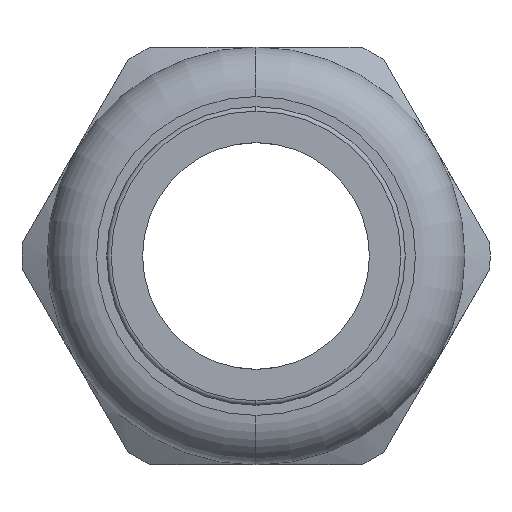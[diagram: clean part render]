
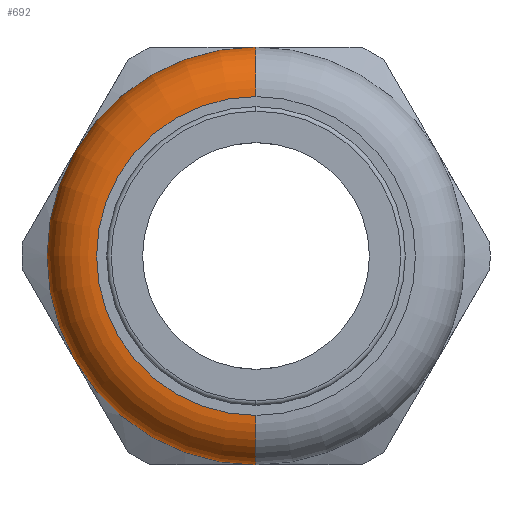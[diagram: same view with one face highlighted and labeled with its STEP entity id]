
A CAD part, left-side view. The second image highlights one B-rep face of the part: STEP entity #692.
In plain terms, the highlighted toroidal (fillet/blend) face has major radius 9.108 mm and minor radius 2.83 mm.
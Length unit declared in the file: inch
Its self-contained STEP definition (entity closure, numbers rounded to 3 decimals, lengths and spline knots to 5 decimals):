
#574 = EDGE_CURVE ( 'NONE', #575, #618, #1865, .T. ) ;
#575 = VERTEX_POINT ( 'NONE', #1860 ) ;
#576 = ORIENTED_EDGE ( 'NONE', *, *, #577, .F. ) ;
#577 = EDGE_CURVE ( 'NONE', #615, #575, #1923, .T. ) ;
#615 = VERTEX_POINT ( 'NONE', #1968 ) ;
#616 = ORIENTED_EDGE ( 'NONE', *, *, #617, .T. ) ;
#617 = EDGE_CURVE ( 'NONE', #696, #618, #1967, .T. ) ;
#618 = VERTEX_POINT ( 'NONE', #1962 ) ;
#655 = ORIENTED_EDGE ( 'NONE', *, *, #574, .F. ) ;
#692 = ADVANCED_FACE ( 'NONE', ( #2106 ), #2105, .T. ) ;
#693 = EDGE_LOOP ( 'NONE', ( #694, #616, #655, #576 ) ) ;
#694 = ORIENTED_EDGE ( 'NONE', *, *, #695, .F. ) ;
#695 = EDGE_CURVE ( 'NONE', #696, #615, #2100, .T. ) ;
#696 = VERTEX_POINT ( 'NONE', #2095 ) ;
#1860 = CARTESIAN_POINT ( 'NONE',  ( -0.9486, 0., -0.47 ) ) ;
#1861 = DIRECTION ( 'NONE',  ( 0., 0., -1. ) ) ;
#1862 = DIRECTION ( 'NONE',  ( 1., 0., 0. ) ) ;
#1863 = CARTESIAN_POINT ( 'NONE',  ( -0.9486, 0., 0. ) ) ;
#1864 = AXIS2_PLACEMENT_3D ( 'NONE', #1863, #1862, #1861 ) ;
#1865 = CIRCLE ( 'NONE', #1864, 0.47 ) ;
#1919 = DIRECTION ( 'NONE',  ( 0., 0., -1. ) ) ;
#1920 = DIRECTION ( 'NONE',  ( 0., -1., 0. ) ) ;
#1921 = CARTESIAN_POINT ( 'NONE',  ( -0.9486, 0., -0.3586 ) ) ;
#1922 = AXIS2_PLACEMENT_3D ( 'NONE', #1921, #1920, #1919 ) ;
#1923 = CIRCLE ( 'NONE', #1922, 0.1114 ) ;
#1962 = CARTESIAN_POINT ( 'NONE',  ( -0.9486, 0., 0.47 ) ) ;
#1963 = DIRECTION ( 'NONE',  ( 0., 0., 1. ) ) ;
#1964 = DIRECTION ( 'NONE',  ( 0., 1., 0. ) ) ;
#1965 = CARTESIAN_POINT ( 'NONE',  ( -0.9486, 0., 0.3586 ) ) ;
#1966 = AXIS2_PLACEMENT_3D ( 'NONE', #1965, #1964, #1963 ) ;
#1967 = CIRCLE ( 'NONE', #1966, 0.1114 ) ;
#1968 = CARTESIAN_POINT ( 'NONE',  ( -1.06, 0., -0.3586 ) ) ;
#2095 = CARTESIAN_POINT ( 'NONE',  ( -1.06, 0., 0.3586 ) ) ;
#2096 = DIRECTION ( 'NONE',  ( 0., 0., -1. ) ) ;
#2097 = DIRECTION ( 'NONE',  ( -1., 0., 0. ) ) ;
#2098 = CARTESIAN_POINT ( 'NONE',  ( -1.06, 0., 0. ) ) ;
#2099 = AXIS2_PLACEMENT_3D ( 'NONE', #2098, #2097, #2096 ) ;
#2100 = CIRCLE ( 'NONE', #2099, 0.3586 ) ;
#2101 = DIRECTION ( 'NONE',  ( 0., 0., -1. ) ) ;
#2102 = DIRECTION ( 'NONE',  ( 1., 0., 0. ) ) ;
#2103 = CARTESIAN_POINT ( 'NONE',  ( -0.9486, 0., 0. ) ) ;
#2104 = AXIS2_PLACEMENT_3D ( 'NONE', #2103, #2102, #2101 ) ;
#2105 = TOROIDAL_SURFACE ( 'NONE', #2104, 0.3586, 0.1114 ) ;
#2106 = FACE_OUTER_BOUND ( 'NONE', #693, .T. ) ;
